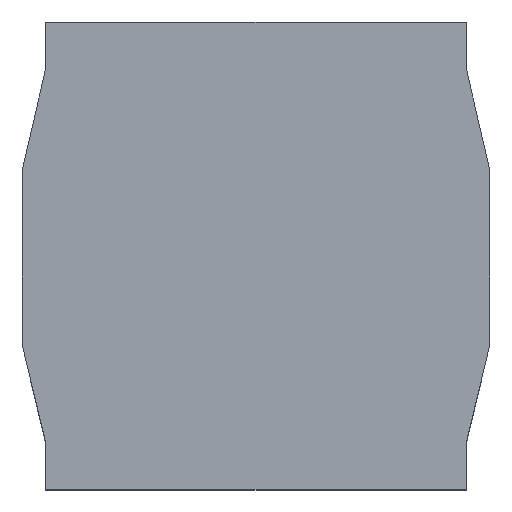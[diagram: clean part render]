
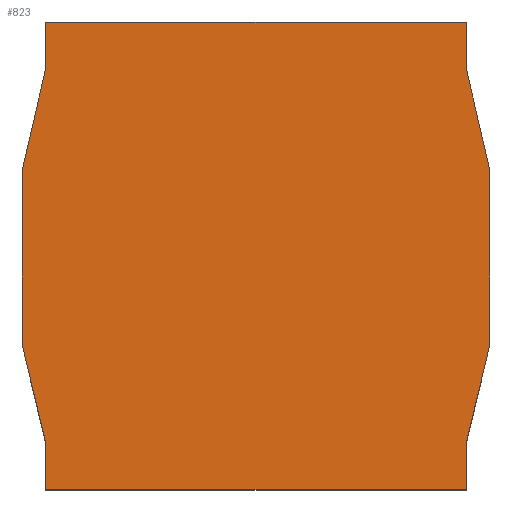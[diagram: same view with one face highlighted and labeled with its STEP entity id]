
A CAD part, top view. The second image highlights one B-rep face of the part: STEP entity #823.
In plain terms, the highlighted planar face has unit normal (0, 0, 1).
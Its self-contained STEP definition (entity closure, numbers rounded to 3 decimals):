
#438 = VERTEX_POINT('',#439);
#439 = CARTESIAN_POINT('',(0.,0.,4.));
#445 = EDGE_CURVE('',#438,#446,#448,.T.);
#446 = VERTEX_POINT('',#447);
#447 = CARTESIAN_POINT('',(0.,0.5,4.));
#448 = LINE('',#449,#450);
#449 = CARTESIAN_POINT('',(0.,0.,4.));
#450 = VECTOR('',#451,1.);
#451 = DIRECTION('',(0.,1.,0.));
#476 = EDGE_CURVE('',#446,#477,#479,.T.);
#477 = VERTEX_POINT('',#478);
#478 = CARTESIAN_POINT('',(0.25,1.542,4.));
#479 = LINE('',#480,#481);
#480 = CARTESIAN_POINT('',(0.,0.5,4.));
#481 = VECTOR('',#482,1.);
#482 = DIRECTION('',(0.233,0.972,0.));
#507 = EDGE_CURVE('',#477,#508,#510,.T.);
#508 = VERTEX_POINT('',#509);
#509 = CARTESIAN_POINT('',(0.25,3.42,4.));
#510 = LINE('',#511,#512);
#511 = CARTESIAN_POINT('',(0.25,1.542,4.));
#512 = VECTOR('',#513,1.);
#513 = DIRECTION('',(0.,1.,0.));
#538 = EDGE_CURVE('',#508,#539,#541,.T.);
#539 = VERTEX_POINT('',#540);
#540 = CARTESIAN_POINT('',(0.,4.5,4.));
#541 = LINE('',#542,#543);
#542 = CARTESIAN_POINT('',(0.25,3.42,4.));
#543 = VECTOR('',#544,1.);
#544 = DIRECTION('',(-0.226,0.974,0.));
#569 = EDGE_CURVE('',#539,#570,#572,.T.);
#570 = VERTEX_POINT('',#571);
#571 = CARTESIAN_POINT('',(0.,5.,4.));
#572 = LINE('',#573,#574);
#573 = CARTESIAN_POINT('',(0.,4.5,4.));
#574 = VECTOR('',#575,1.);
#575 = DIRECTION('',(0.,1.,0.));
#600 = EDGE_CURVE('',#570,#601,#603,.T.);
#601 = VERTEX_POINT('',#602);
#602 = CARTESIAN_POINT('',(-4.5,5.,4.));
#603 = LINE('',#604,#605);
#604 = CARTESIAN_POINT('',(0.,5.,4.));
#605 = VECTOR('',#606,1.);
#606 = DIRECTION('',(-1.,0.,0.));
#631 = EDGE_CURVE('',#601,#632,#634,.T.);
#632 = VERTEX_POINT('',#633);
#633 = CARTESIAN_POINT('',(-4.5,4.5,4.));
#634 = LINE('',#635,#636);
#635 = CARTESIAN_POINT('',(-4.5,5.,4.));
#636 = VECTOR('',#637,1.);
#637 = DIRECTION('',(0.,-1.,0.));
#662 = EDGE_CURVE('',#632,#663,#665,.T.);
#663 = VERTEX_POINT('',#664);
#664 = CARTESIAN_POINT('',(-4.75,3.42,4.));
#665 = LINE('',#666,#667);
#666 = CARTESIAN_POINT('',(-4.5,4.5,4.));
#667 = VECTOR('',#668,1.);
#668 = DIRECTION('',(-0.226,-0.974,0.));
#693 = EDGE_CURVE('',#663,#694,#696,.T.);
#694 = VERTEX_POINT('',#695);
#695 = CARTESIAN_POINT('',(-4.75,1.542,4.));
#696 = LINE('',#697,#698);
#697 = CARTESIAN_POINT('',(-4.75,3.42,4.));
#698 = VECTOR('',#699,1.);
#699 = DIRECTION('',(0.,-1.,0.));
#724 = EDGE_CURVE('',#694,#725,#727,.T.);
#725 = VERTEX_POINT('',#726);
#726 = CARTESIAN_POINT('',(-4.5,0.5,4.));
#727 = LINE('',#728,#729);
#728 = CARTESIAN_POINT('',(-4.75,1.542,4.));
#729 = VECTOR('',#730,1.);
#730 = DIRECTION('',(0.233,-0.972,0.));
#755 = EDGE_CURVE('',#725,#756,#758,.T.);
#756 = VERTEX_POINT('',#757);
#757 = CARTESIAN_POINT('',(-4.5,0.,4.));
#758 = LINE('',#759,#760);
#759 = CARTESIAN_POINT('',(-4.5,0.5,4.));
#760 = VECTOR('',#761,1.);
#761 = DIRECTION('',(0.,-1.,0.));
#786 = EDGE_CURVE('',#756,#438,#787,.T.);
#787 = LINE('',#788,#789);
#788 = CARTESIAN_POINT('',(-4.5,0.,4.));
#789 = VECTOR('',#790,1.);
#790 = DIRECTION('',(1.,0.,0.));
#823 = ADVANCED_FACE('',(#824),#838,.T.);
#824 = FACE_BOUND('',#825,.T.);
#825 = EDGE_LOOP('',(#826,#827,#828,#829,#830,#831,#832,#833,#834,#835,
    #836,#837));
#826 = ORIENTED_EDGE('',*,*,#445,.T.);
#827 = ORIENTED_EDGE('',*,*,#476,.T.);
#828 = ORIENTED_EDGE('',*,*,#507,.T.);
#829 = ORIENTED_EDGE('',*,*,#538,.T.);
#830 = ORIENTED_EDGE('',*,*,#569,.T.);
#831 = ORIENTED_EDGE('',*,*,#600,.T.);
#832 = ORIENTED_EDGE('',*,*,#631,.T.);
#833 = ORIENTED_EDGE('',*,*,#662,.T.);
#834 = ORIENTED_EDGE('',*,*,#693,.T.);
#835 = ORIENTED_EDGE('',*,*,#724,.T.);
#836 = ORIENTED_EDGE('',*,*,#755,.T.);
#837 = ORIENTED_EDGE('',*,*,#786,.T.);
#838 = PLANE('',#839);
#839 = AXIS2_PLACEMENT_3D('',#840,#841,#842);
#840 = CARTESIAN_POINT('',(-2.25,2.5,4.));
#841 = DIRECTION('',(0.,0.,1.));
#842 = DIRECTION('',(1.,0.,0.));
